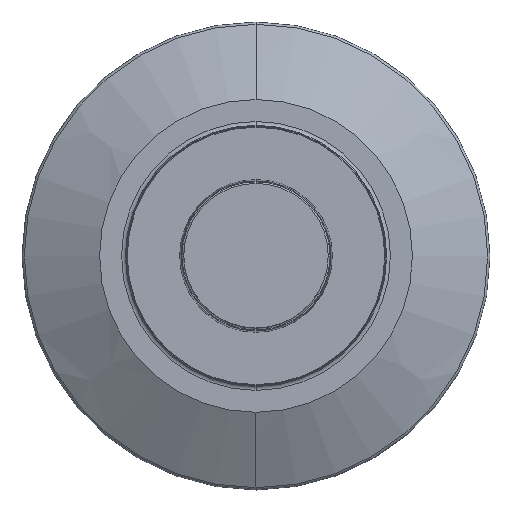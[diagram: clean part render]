
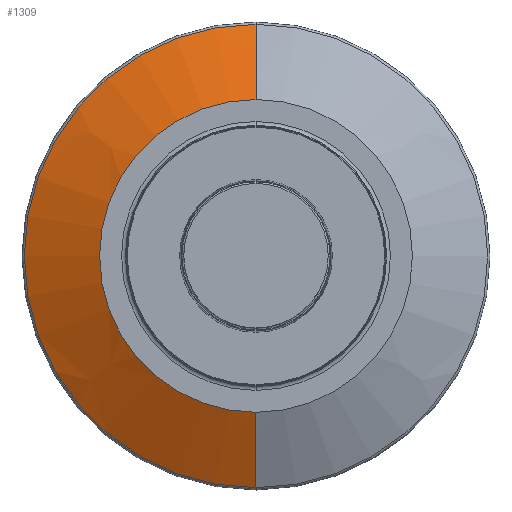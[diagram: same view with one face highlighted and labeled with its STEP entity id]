
A CAD part, top view. The second image highlights one B-rep face of the part: STEP entity #1309.
In plain terms, the highlighted free-form (B-spline) face has degree [3, 3] with [4, 4] control points.
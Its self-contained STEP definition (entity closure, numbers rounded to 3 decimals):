
#1121=CARTESIAN_POINT('',(0.,0.,0.378));
#1122=DIRECTION('',(0.,0.,-1.));
#1123=DIRECTION('',(0.,1.,0.));
#1124=AXIS2_PLACEMENT_3D('',#1121,#1122,#1123);
#1129=CARTESIAN_POINT('',(0.,-206.917,
419.461));
#1130=DIRECTION('',(1.,0.,0.));
#1131=DIRECTION('',(0.,0.455,-0.89));
#1132=AXIS2_PLACEMENT_3D('',#1129,#1130,#1131);
#1137=CARTESIAN_POINT('',(0.,206.917,
419.461));
#1138=DIRECTION('',(-1.,0.,0.));
#1139=DIRECTION('',(0.,-0.455,-0.89));
#1140=AXIS2_PLACEMENT_3D('',#1137,#1138,#1139);
#1177=CARTESIAN_POINT('',(0.,0.,2.181));
#1178=DIRECTION('',(0.,0.,-1.));
#1179=DIRECTION('',(0.,1.,0.));
#1180=AXIS2_PLACEMENT_3D('',#1177,#1178,#1179);
#1189=CARTESIAN_POINT('',(0.,7.25,0.378));
#1190=VERTEX_POINT('',#1189);
#1191=CARTESIAN_POINT('',(0.,10.741,2.181));
#1192=VERTEX_POINT('',#1191);
#1197=CARTESIAN_POINT('',(0.,-7.25,0.378));
#1198=VERTEX_POINT('',#1197);
#1199=CARTESIAN_POINT('',(0.,-10.741,2.181));
#1200=VERTEX_POINT('',#1199);
#1283=CARTESIAN_POINT('',(0.,10.741,2.181));
#1284=CARTESIAN_POINT('',(0.,9.579,1.575));
#1285=CARTESIAN_POINT('',(0.,8.416,0.974));
#1286=CARTESIAN_POINT('',(0.,7.25,0.378));
#1287=CARTESIAN_POINT('',(21.481,10.741,2.181));
#1288=CARTESIAN_POINT('',(19.159,9.579,1.575));
#1289=CARTESIAN_POINT('',(16.832,8.416,0.974));
#1290=CARTESIAN_POINT('',(14.5,7.25,0.378));
#1291=CARTESIAN_POINT('',(21.481,-10.741,2.181));
#1292=CARTESIAN_POINT('',(19.159,-9.579,1.575));
#1293=CARTESIAN_POINT('',(16.832,-8.416,
0.974));
#1294=CARTESIAN_POINT('',(14.5,-7.25,
0.378));
#1295=CARTESIAN_POINT('',(0.,-10.741,2.181));
#1296=CARTESIAN_POINT('',(0.,-9.579,1.575));
#1297=CARTESIAN_POINT('',(0.,-8.416,0.974));
#1298=CARTESIAN_POINT('',(0.,-7.25,0.378));
#1299=(BOUNDED_SURFACE()B_SPLINE_SURFACE(3,3,((#1283,#1284,#1285,#1286),(#1287,
#1288,#1289,#1290),(#1291,#1292,#1293,#1294),(#1295,#1296,#1297,#1298)),
.UNSPECIFIED.,.F.,.F.,.F.)B_SPLINE_SURFACE_WITH_KNOTS((4,4),(4,4),(0.,1.),(
0.,1.),.UNSPECIFIED.)GEOMETRIC_REPRESENTATION_ITEM()RATIONAL_B_SPLINE_SURFACE(((2.,2.,2.,2.),(
0.667,0.667,0.667,0.667),(
0.667,0.667,0.667,0.667),(
2.,2.,2.,2.)))REPRESENTATION_ITEM('')SURFACE());
#1301=ORIENTED_EDGE('',*,*,#1300,.F.);
#1302=ORIENTED_EDGE('',*,*,#1278,.T.);
#1304=ORIENTED_EDGE('',*,*,#1303,.T.);
#1306=ORIENTED_EDGE('',*,*,#1305,.F.);
#1307=EDGE_LOOP('',(#1301,#1302,#1304,#1306));
#1308=FACE_OUTER_BOUND('',#1307,.F.);
#1309=ADVANCED_FACE('',(#1308),#1299,.T.);
#1125=CIRCLE('',#1124,7.25);
#1133=CIRCLE('',#1132,470.635);
#1141=CIRCLE('',#1140,470.635);
#1181=CIRCLE('',#1180,10.741);
#1278=EDGE_CURVE('',#1190,#1198,#1125,.T.);
#1300=EDGE_CURVE('',#1190,#1192,#1133,.T.);
#1303=EDGE_CURVE('',#1198,#1200,#1141,.T.);
#1305=EDGE_CURVE('',#1192,#1200,#1181,.T.);
